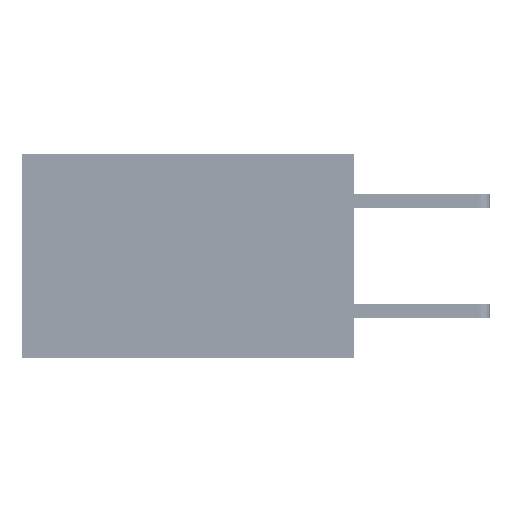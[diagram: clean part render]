
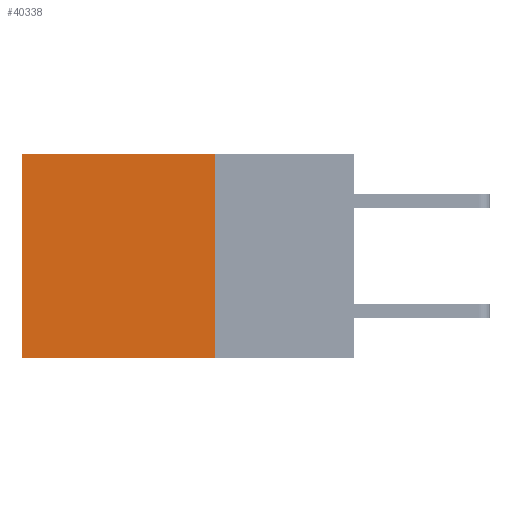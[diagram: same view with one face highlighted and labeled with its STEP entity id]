
A CAD part, left-side view. The second image highlights one B-rep face of the part: STEP entity #40338.
In plain terms, the highlighted planar face has unit normal (-1, 0, 0).
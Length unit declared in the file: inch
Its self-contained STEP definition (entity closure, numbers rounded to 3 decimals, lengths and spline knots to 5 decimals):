
#626 = CARTESIAN_POINT ( 'NONE',  ( 0.2875, 0.25, 0. ) ) ;
#6187 = EDGE_LOOP ( 'NONE', ( #15332, #36406, #46432, #15754 ) ) ;
#7299 = DIRECTION ( 'NONE',  ( 0., 1., 0. ) ) ;
#9413 = DIRECTION ( 'NONE',  ( 1., 0., 0. ) ) ;
#9512 = AXIS2_PLACEMENT_3D ( 'NONE', #43371, #9413, #36169 ) ;
#10454 = VECTOR ( 'NONE', #7299, 39.37008 ) ;
#11525 = EDGE_CURVE ( 'NONE', #16293, #34366, #41826, .T. ) ;
#13432 = EDGE_CURVE ( 'NONE', #40294, #16293, #41989, .T. ) ;
#13621 = FACE_OUTER_BOUND ( 'NONE', #6187, .T. ) ;
#15332 = ORIENTED_EDGE ( 'NONE', *, *, #11525, .T. ) ;
#15754 = ORIENTED_EDGE ( 'NONE', *, *, #13432, .T. ) ;
#16293 = VERTEX_POINT ( 'NONE', #47443 ) ;
#18461 = VECTOR ( 'NONE', #42556, 39.37008 ) ;
#21164 = EDGE_CURVE ( 'NONE', #27514, #34366, #48364, .T. ) ;
#24788 = PLANE ( 'NONE',  #9512 ) ;
#27079 = CARTESIAN_POINT ( 'NONE',  ( 0.2875, 0.25, -0.37 ) ) ;
#27514 = VERTEX_POINT ( 'NONE', #27079 ) ;
#29006 = CARTESIAN_POINT ( 'NONE',  ( 0.2875, 0.25, 0. ) ) ;
#31556 = DIRECTION ( 'NONE',  ( 0., 0., -1. ) ) ;
#34366 = VERTEX_POINT ( 'NONE', #47722 ) ;
#36169 = DIRECTION ( 'NONE',  ( 0., 0., -1. ) ) ;
#36406 = ORIENTED_EDGE ( 'NONE', *, *, #21164, .F. ) ;
#37190 = CARTESIAN_POINT ( 'NONE',  ( 0.2875, 0.25, -0.37 ) ) ;
#37565 = VECTOR ( 'NONE', #41395, 39.37008 ) ;
#37864 = CARTESIAN_POINT ( 'NONE',  ( 0.2875, 0.6, 0. ) ) ;
#38237 = VECTOR ( 'NONE', #31556, 39.37008 ) ;
#39919 = CARTESIAN_POINT ( 'NONE',  ( 0.2875, 0.25, 0. ) ) ;
#40294 = VERTEX_POINT ( 'NONE', #29006 ) ;
#40338 = ADVANCED_FACE ( 'NONE', ( #13621 ), #24788, .F. ) ;
#41395 = DIRECTION ( 'NONE',  ( 0., 1., 0. ) ) ;
#41826 = LINE ( 'NONE', #37864, #18461 ) ;
#41989 = LINE ( 'NONE', #626, #10454 ) ;
#42556 = DIRECTION ( 'NONE',  ( 0., 0., -1. ) ) ;
#43371 = CARTESIAN_POINT ( 'NONE',  ( 0.2875, 0.25, 0. ) ) ;
#45185 = EDGE_CURVE ( 'NONE', #40294, #27514, #47631, .T. ) ;
#46432 = ORIENTED_EDGE ( 'NONE', *, *, #45185, .F. ) ;
#47443 = CARTESIAN_POINT ( 'NONE',  ( 0.2875, 0.6, 0. ) ) ;
#47631 = LINE ( 'NONE', #39919, #38237 ) ;
#47722 = CARTESIAN_POINT ( 'NONE',  ( 0.2875, 0.6, -0.37 ) ) ;
#48364 = LINE ( 'NONE', #37190, #37565 ) ;
